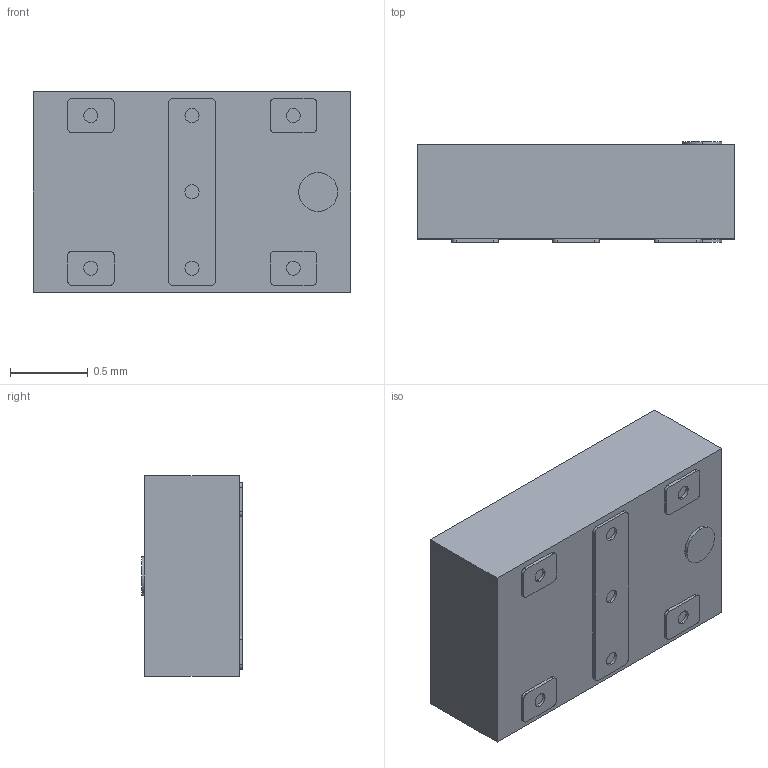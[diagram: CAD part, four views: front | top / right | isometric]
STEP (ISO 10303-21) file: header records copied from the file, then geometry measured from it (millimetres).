
FILE_DESCRIPTION (( 'STEP AP203' ), '1' );
FILE_NAME ('X4C35J1-03G.STEP', '2025-07-08T16:09:32', ( '' ), ( '' ), 'SwSTEP 2.0', 'SolidWorks 2023', '' );
FILE_SCHEMA (( 'CONFIG_CONTROL_DESIGN' ));
Length unit declared in the file: millimetre
Products named in the file (1): X4C35J1-03G
Bounding box: 2.04 x 0.65 x 1.29 mm (x, y, z)
Volume: 1.6 mm3; surface area: 9.5 mm2
Topology: 1 solids, 1 shells, 78 faces, 186 edges, 124 vertices
Faces by surface type: plane 40, cylinder 38
Entity records: 2363 total; most frequent: DIRECTION 420, CARTESIAN_POINT 389, ORIENTED_EDGE 372, EDGE_CURVE 186, AXIS2_PLACEMENT_3D 155, VERTEX_POINT 124, LINE 110, VECTOR 110
